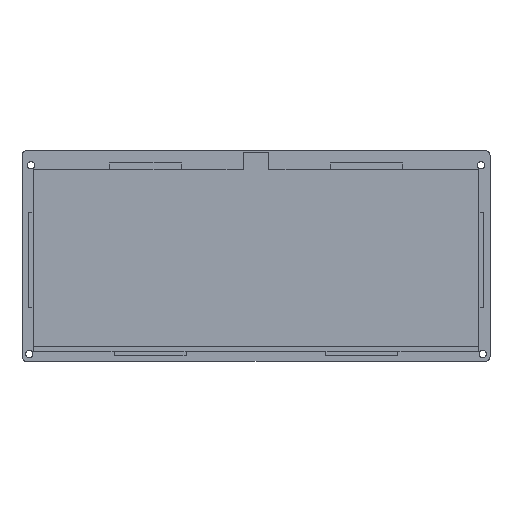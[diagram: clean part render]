
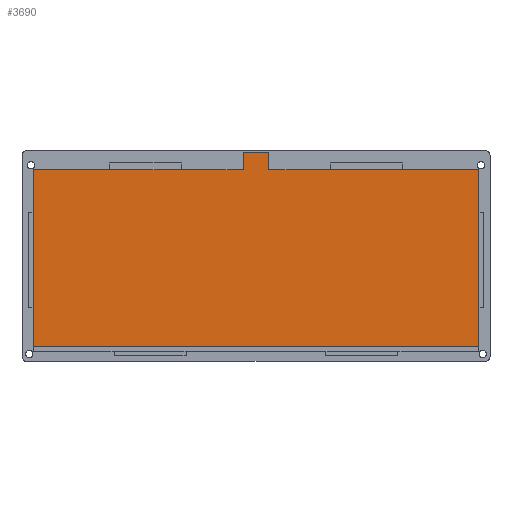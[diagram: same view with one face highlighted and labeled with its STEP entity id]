
A CAD part, top view. The second image highlights one B-rep face of the part: STEP entity #3690.
In plain terms, the highlighted planar face has unit normal (0, 0, 1).
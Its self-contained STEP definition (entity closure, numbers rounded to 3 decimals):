
#265=PLANE('',#3921);
#481=FACE_OUTER_BOUND('',#702,.T.);
#702=EDGE_LOOP('',(#3436,#3437,#3438,#3439,#3440,#3441,#3442,#3443));
#729=LINE('',#4831,#1149);
#732=LINE('',#4837,#1152);
#1031=LINE('',#6075,#1451);
#1041=LINE('',#6093,#1461);
#1101=LINE('',#6223,#1521);
#1102=LINE('',#6225,#1522);
#1113=LINE('',#6281,#1533);
#1114=LINE('',#6282,#1534);
#1149=VECTOR('',#3974,10.);
#1152=VECTOR('',#3979,10.);
#1451=VECTOR('',#4530,10.);
#1461=VECTOR('',#4544,10.);
#1521=VECTOR('',#4674,10.);
#1522=VECTOR('',#4677,10.);
#1533=VECTOR('',#4742,10.);
#1534=VECTOR('',#4743,10.);
#1602=VERTEX_POINT('',#4816);
#1609=VERTEX_POINT('',#4829);
#1611=VERTEX_POINT('',#4834);
#1863=VERTEX_POINT('',#6072);
#1864=VERTEX_POINT('',#6074);
#1870=VERTEX_POINT('',#6091);
#1905=VERTEX_POINT('',#6221);
#1923=VERTEX_POINT('',#6280);
#1956=EDGE_CURVE('',#1609,#1602,#729,.T.);
#1959=EDGE_CURVE('',#1602,#1611,#732,.T.);
#2332=EDGE_CURVE('',#1863,#1864,#1031,.T.);
#2342=EDGE_CURVE('',#1870,#1863,#1041,.T.);
#2408=EDGE_CURVE('',#1905,#1870,#1101,.T.);
#2409=EDGE_CURVE('',#1611,#1905,#1102,.T.);
#2436=EDGE_CURVE('',#1923,#1864,#1113,.T.);
#2437=EDGE_CURVE('',#1923,#1609,#1114,.T.);
#3436=ORIENTED_EDGE('',*,*,#2436,.T.);
#3437=ORIENTED_EDGE('',*,*,#2332,.F.);
#3438=ORIENTED_EDGE('',*,*,#2342,.F.);
#3439=ORIENTED_EDGE('',*,*,#2408,.F.);
#3440=ORIENTED_EDGE('',*,*,#2409,.F.);
#3441=ORIENTED_EDGE('',*,*,#1959,.F.);
#3442=ORIENTED_EDGE('',*,*,#1956,.F.);
#3443=ORIENTED_EDGE('',*,*,#2437,.F.);
#3690=ADVANCED_FACE('',(#481),#265,.F.);
#3921=AXIS2_PLACEMENT_3D('',#6279,#4740,#4741);
#3974=DIRECTION('',(1.,0.,0.));
#3979=DIRECTION('',(0.,1.,0.));
#4530=DIRECTION('',(0.,-1.,0.));
#4544=DIRECTION('',(1.,0.,0.));
#4674=DIRECTION('',(0.,-1.,0.));
#4677=DIRECTION('',(1.,0.,0.));
#4740=DIRECTION('center_axis',(0.,0.,-1.));
#4741=DIRECTION('ref_axis',(-1.,0.,0.));
#4742=DIRECTION('',(1.,0.,0.));
#4743=DIRECTION('',(0.,1.,0.));
#4816=CARTESIAN_POINT('',(79.8,10.24,1.5));
#4829=CARTESIAN_POINT('',(-10.65,10.24,1.5));
#4831=CARTESIAN_POINT('',(69.237,10.24,1.5));
#4834=CARTESIAN_POINT('',(79.8,17.89,1.5));
#4837=CARTESIAN_POINT('',(79.8,-8.285,1.5));
#6072=CARTESIAN_POINT('',(181.25,10.24,1.5));
#6074=CARTESIAN_POINT('',(181.25,-65.86,1.5));
#6075=CARTESIAN_POINT('',(181.25,-37.935,1.5));
#6091=CARTESIAN_POINT('',(90.8,10.24,1.5));
#6093=CARTESIAN_POINT('',(116.863,10.24,1.5));
#6221=CARTESIAN_POINT('',(90.8,17.89,1.5));
#6223=CARTESIAN_POINT('',(90.8,17.89,1.5));
#6225=CARTESIAN_POINT('',(79.8,17.89,1.5));
#6279=CARTESIAN_POINT('Origin',(85.3,-26.81,1.5));
#6280=CARTESIAN_POINT('',(-10.65,-65.86,1.5));
#6281=CARTESIAN_POINT('',(133.275,-65.86,1.5));
#6282=CARTESIAN_POINT('',(-10.65,-17.435,1.5));
